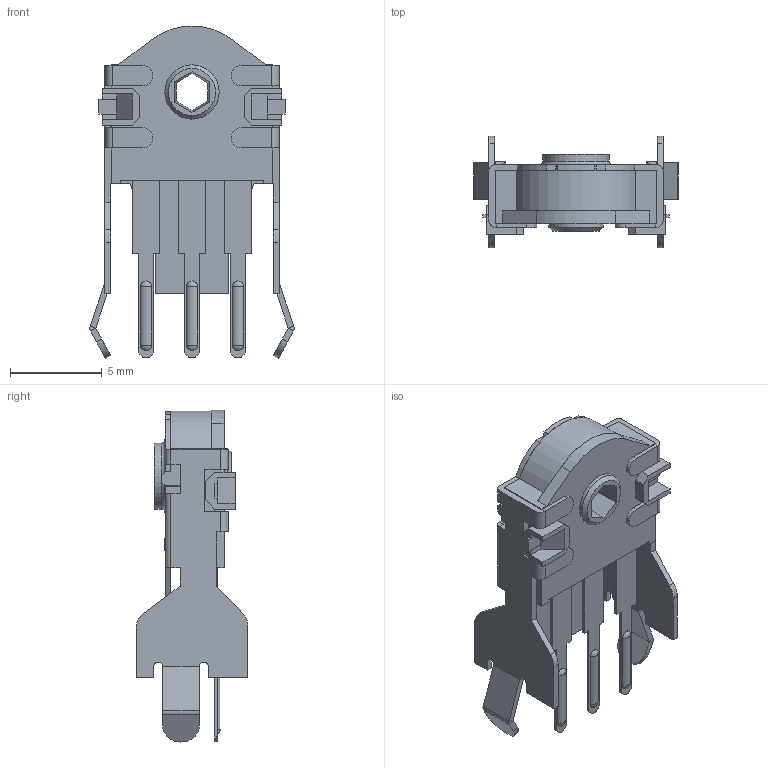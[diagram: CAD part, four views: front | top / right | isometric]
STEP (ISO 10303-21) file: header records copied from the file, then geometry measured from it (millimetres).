
FILE_DESCRIPTION(/* description */ (''),/* implementation_level */ '2;1');
FILE_NAME(/* name */ 'EC10E.step',/* time_stamp */ '2023-05-19T22:25:53+01:00',/* author */ (''),/* organization */ (''),/* preprocessor_version */ 'ST-DEVELOPER v19.2',/* originating_system */ 'Autodesk Translation Framework v12.4.0.73',/* authorisation */ '');
FILE_SCHEMA (('AUTOMOTIVE_DESIGN { 1 0 10303 214 3 1 1 }'));
Length unit declared in the file: millimetre
Products named in the file (1): (Unsaved)
Bounding box: 11.14 x 6.1 x 18.1 mm (x, y, z)
Volume: 257.7 mm3; surface area: 613.8 mm2
Topology: 1 solids, 1 shells, 332 faces, 872 edges, 554 vertices
Faces by surface type: plane 263, cylinder 52, sphere 12, cone 4, torus 1
Full cylindrical faces by diameter (mm): 2.2 x1, 2.96 x1, 3 x1, 3.6 x1
Entity records: 10439 total; most frequent: CARTESIAN_POINT 1771, ORIENTED_EDGE 1744, DIRECTION 1657, EDGE_CURVE 872, LINE 745, VECTOR 745, VERTEX_POINT 554, AXIS2_PLACEMENT_3D 456
